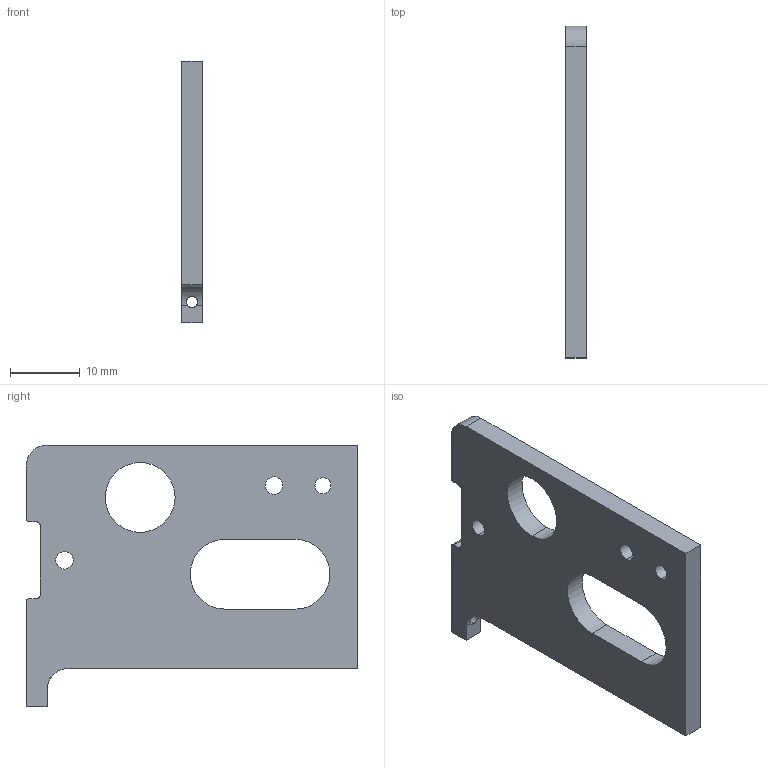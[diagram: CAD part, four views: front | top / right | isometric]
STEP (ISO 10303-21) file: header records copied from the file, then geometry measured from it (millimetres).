
FILE_DESCRIPTION (( 'STEP AP203' ), '1' );
FILE_NAME ('34_Moveable Side.STEP', '2024-05-02T08:12:21', ( '' ), ( '' ), 'SwSTEP 2.0', 'SolidWorks 2023', '' );
FILE_SCHEMA (( 'CONFIG_CONTROL_DESIGN' ));
Length unit declared in the file: millimetre
Products named in the file (1): 34_Moveable Side
Bounding box: 3 x 47.5 x 37.5 mm (x, y, z)
Volume: 3711.8 mm3; surface area: 3357.9 mm2
Topology: 1 solids, 1 shells, 36 faces, 103 edges, 67 vertices
Faces by surface type: cylinder 20, plane 14, cone 2
Entity records: 1292 total; most frequent: CARTESIAN_POINT 223, DIRECTION 213, ORIENTED_EDGE 202, EDGE_CURVE 101, AXIS2_PLACEMENT_3D 77, VERTEX_POINT 67, LINE 59, VECTOR 59
